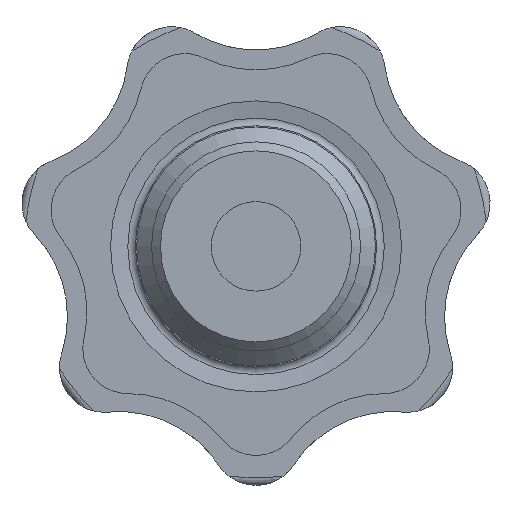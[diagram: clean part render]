
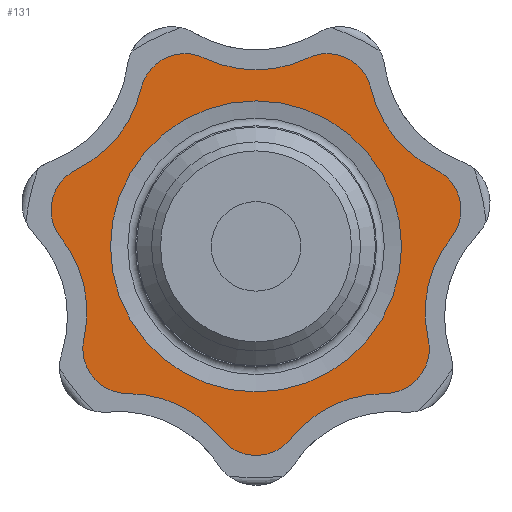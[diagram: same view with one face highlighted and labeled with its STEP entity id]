
A CAD part, front view. The second image highlights one B-rep face of the part: STEP entity #131.
In plain terms, the highlighted planar face has unit normal (0, -1, 0).
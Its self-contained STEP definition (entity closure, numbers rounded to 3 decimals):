
#131 = ADVANCED_FACE( '', ( #280, #281 ), #282, .F. );
#280 = FACE_OUTER_BOUND( '', #447, .T. );
#281 = FACE_BOUND( '', #448, .T. );
#282 = PLANE( '', #449 );
#447 = EDGE_LOOP( '', ( #788, #789, #790, #791, #792, #793, #794, #795, #796, #797, #798, #799, #800, #801 ) );
#448 = EDGE_LOOP( '', ( #802 ) );
#449 = AXIS2_PLACEMENT_3D( '', #803, #804, #805 );
#788 = ORIENTED_EDGE( '', *, *, #1112, .T. );
#789 = ORIENTED_EDGE( '', *, *, #981, .F. );
#790 = ORIENTED_EDGE( '', *, *, #1046, .T. );
#791 = ORIENTED_EDGE( '', *, *, #1052, .F. );
#792 = ORIENTED_EDGE( '', *, *, #1070, .T. );
#793 = ORIENTED_EDGE( '', *, *, #1113, .F. );
#794 = ORIENTED_EDGE( '', *, *, #1114, .T. );
#795 = ORIENTED_EDGE( '', *, *, #1115, .F. );
#796 = ORIENTED_EDGE( '', *, *, #1116, .T. );
#797 = ORIENTED_EDGE( '', *, *, #1103, .F. );
#798 = ORIENTED_EDGE( '', *, *, #1105, .T. );
#799 = ORIENTED_EDGE( '', *, *, #976, .F. );
#800 = ORIENTED_EDGE( '', *, *, #1055, .T. );
#801 = ORIENTED_EDGE( '', *, *, #1117, .F. );
#802 = ORIENTED_EDGE( '', *, *, #1118, .F. );
#803 = CARTESIAN_POINT( '', ( -13.962, 17., -5.635 ) );
#804 = DIRECTION( '', ( 0., 1., 0. ) );
#805 = DIRECTION( '', ( 0., 0., 1. ) );
#976 = EDGE_CURVE( '', #1158, #1153, #1160, .T. );
#981 = EDGE_CURVE( '', #1167, #1162, #1169, .T. );
#1046 = EDGE_CURVE( '', #1167, #1281, #1283, .T. );
#1052 = EDGE_CURVE( '', #1289, #1281, #1291, .T. );
#1055 = EDGE_CURVE( '', #1158, #1293, #1295, .T. );
#1070 = EDGE_CURVE( '', #1289, #1316, #1318, .T. );
#1103 = EDGE_CURVE( '', #1362, #1360, #1364, .T. );
#1105 = EDGE_CURVE( '', #1362, #1153, #1366, .T. );
#1112 = EDGE_CURVE( '', #1375, #1162, #1376, .T. );
#1113 = EDGE_CURVE( '', #1377, #1316, #1378, .T. );
#1114 = EDGE_CURVE( '', #1377, #1379, #1380, .T. );
#1115 = EDGE_CURVE( '', #1381, #1379, #1382, .T. );
#1116 = EDGE_CURVE( '', #1381, #1360, #1383, .T. );
#1117 = EDGE_CURVE( '', #1375, #1293, #1384, .T. );
#1118 = EDGE_CURVE( '', #1385, #1385, #1386, .F. );
#1153 = VERTEX_POINT( '', #1427 );
#1158 = VERTEX_POINT( '', #1433 );
#1160 = CIRCLE( '', #1436, 3. );
#1162 = VERTEX_POINT( '', #1438 );
#1167 = VERTEX_POINT( '', #1444 );
#1169 = CIRCLE( '', #1447, 3. );
#1281 = VERTEX_POINT( '', #1691 );
#1283 = CIRCLE( '', #1694, 8. );
#1289 = VERTEX_POINT( '', #1716 );
#1291 = CIRCLE( '', #1719, 3. );
#1293 = VERTEX_POINT( '', #1721 );
#1295 = CIRCLE( '', #1724, 8. );
#1316 = VERTEX_POINT( '', #1786 );
#1318 = CIRCLE( '', #1789, 8. );
#1360 = VERTEX_POINT( '', #1997 );
#1362 = VERTEX_POINT( '', #2000 );
#1364 = CIRCLE( '', #2003, 3. );
#1366 = CIRCLE( '', #2005, 8. );
#1375 = VERTEX_POINT( '', #2043 );
#1376 = CIRCLE( '', #2044, 8. );
#1377 = VERTEX_POINT( '', #2045 );
#1378 = CIRCLE( '', #2046, 3. );
#1379 = VERTEX_POINT( '', #2047 );
#1380 = CIRCLE( '', #2048, 8. );
#1381 = VERTEX_POINT( '', #2049 );
#1382 = CIRCLE( '', #2050, 3. );
#1383 = CIRCLE( '', #2051, 8. );
#1384 = CIRCLE( '', #2052, 3. );
#1385 = VERTEX_POINT( '', #2053 );
#1386 = CIRCLE( '', #2054, 9.747 );
#1427 = CARTESIAN_POINT( '', ( -3.471, 17., 12.614 ) );
#1433 = CARTESIAN_POINT( '', ( -7.698, 17., 10.578 ) );
#1436 = AXIS2_PLACEMENT_3D( '', #2202, #2203, #2204 );
#1438 = CARTESIAN_POINT( '', ( -11.525, 17., -6.191 ) );
#1444 = CARTESIAN_POINT( '', ( -8.6, 17., -9.858 ) );
#1447 = AXIS2_PLACEMENT_3D( '', #2210, #2211, #2212 );
#1691 = CARTESIAN_POINT( '', ( -2.345, 17., -12.87 ) );
#1694 = AXIS2_PLACEMENT_3D( '', #2340, #2341, #2342 );
#1716 = CARTESIAN_POINT( '', ( 2.345, 17., -12.87 ) );
#1719 = AXIS2_PLACEMENT_3D( '', #2344, #2345, #2346 );
#1721 = CARTESIAN_POINT( '', ( -12.026, 17., 5.151 ) );
#1724 = AXIS2_PLACEMENT_3D( '', #2348, #2349, #2350 );
#1786 = CARTESIAN_POINT( '', ( 8.6, 17., -9.858 ) );
#1789 = AXIS2_PLACEMENT_3D( '', #2365, #2366, #2367 );
#1997 = CARTESIAN_POINT( '', ( 7.698, 17., 10.578 ) );
#2000 = CARTESIAN_POINT( '', ( 3.471, 17., 12.614 ) );
#2003 = AXIS2_PLACEMENT_3D( '', #2384, #2385, #2386 );
#2005 = AXIS2_PLACEMENT_3D( '', #2387, #2388, #2389 );
#2043 = CARTESIAN_POINT( '', ( -13.07, 17., 0.577 ) );
#2044 = AXIS2_PLACEMENT_3D( '', #2392, #2393, #2394 );
#2045 = CARTESIAN_POINT( '', ( 11.525, 17., -6.191 ) );
#2046 = AXIS2_PLACEMENT_3D( '', #2395, #2396, #2397 );
#2047 = CARTESIAN_POINT( '', ( 13.07, 17., 0.577 ) );
#2048 = AXIS2_PLACEMENT_3D( '', #2398, #2399, #2400 );
#2049 = CARTESIAN_POINT( '', ( 12.026, 17., 5.151 ) );
#2050 = AXIS2_PLACEMENT_3D( '', #2401, #2402, #2403 );
#2051 = AXIS2_PLACEMENT_3D( '', #2404, #2405, #2406 );
#2052 = AXIS2_PLACEMENT_3D( '', #2407, #2408, #2409 );
#2053 = CARTESIAN_POINT( '', ( 0., 17., 9.747 ) );
#2054 = AXIS2_PLACEMENT_3D( '', #2410, #2411, #2412 );
#2202 = CARTESIAN_POINT( '', ( -4.773, 17., 9.911 ) );
#2203 = DIRECTION( '', ( 0., 1., 0. ) );
#2204 = DIRECTION( '', ( 1., 0., 0. ) );
#2210 = CARTESIAN_POINT( '', ( -8.6, 17., -6.858 ) );
#2211 = DIRECTION( '', ( 0., 1., 0. ) );
#2212 = DIRECTION( '', ( 1., 0., 0. ) );
#2340 = CARTESIAN_POINT( '', ( -8.6, 17., -17.858 ) );
#2341 = DIRECTION( '', ( 0., 1., 0. ) );
#2342 = DIRECTION( '', ( 1., 0., 0. ) );
#2344 = CARTESIAN_POINT( '', ( 0., 17., -11. ) );
#2345 = DIRECTION( '', ( 0., 1., 0. ) );
#2346 = DIRECTION( '', ( 1., 0., 0. ) );
#2348 = CARTESIAN_POINT( '', ( -15.497, 17., 12.358 ) );
#2349 = DIRECTION( '', ( 0., 1., 0. ) );
#2350 = DIRECTION( '', ( 1., 0., 0. ) );
#2365 = CARTESIAN_POINT( '', ( 8.6, 17., -17.858 ) );
#2366 = DIRECTION( '', ( 0., 1., 0. ) );
#2367 = DIRECTION( '', ( 1., 0., 0. ) );
#2384 = CARTESIAN_POINT( '', ( 4.773, 17., 9.911 ) );
#2385 = DIRECTION( '', ( 0., 1., 0. ) );
#2386 = DIRECTION( '', ( 1., 0., 0. ) );
#2387 = CARTESIAN_POINT( '', ( 0., 17., 19.821 ) );
#2388 = DIRECTION( '', ( 0., 1., 0. ) );
#2389 = DIRECTION( '', ( 1., 0., 0. ) );
#2392 = CARTESIAN_POINT( '', ( -19.324, 17., -4.411 ) );
#2393 = DIRECTION( '', ( 0., 1., 0. ) );
#2394 = DIRECTION( '', ( 1., 0., 0. ) );
#2395 = CARTESIAN_POINT( '', ( 8.6, 17., -6.858 ) );
#2396 = DIRECTION( '', ( 0., 1., 0. ) );
#2397 = DIRECTION( '', ( 1., 0., 0. ) );
#2398 = CARTESIAN_POINT( '', ( 19.324, 17., -4.411 ) );
#2399 = DIRECTION( '', ( 0., 1., 0. ) );
#2400 = DIRECTION( '', ( 1., 0., 0. ) );
#2401 = CARTESIAN_POINT( '', ( 10.724, 17., 2.448 ) );
#2402 = DIRECTION( '', ( 0., 1., 0. ) );
#2403 = DIRECTION( '', ( 1., 0., 0. ) );
#2404 = CARTESIAN_POINT( '', ( 15.497, 17., 12.358 ) );
#2405 = DIRECTION( '', ( 0., 1., 0. ) );
#2406 = DIRECTION( '', ( 1., 0., 0. ) );
#2407 = CARTESIAN_POINT( '', ( -10.724, 17., 2.448 ) );
#2408 = DIRECTION( '', ( 0., 1., 0. ) );
#2409 = DIRECTION( '', ( 1., 0., 0. ) );
#2410 = CARTESIAN_POINT( '', ( 0., 17., 0. ) );
#2411 = DIRECTION( '', ( 0., 1., 0. ) );
#2412 = DIRECTION( '', ( 0., 0., 1. ) );
